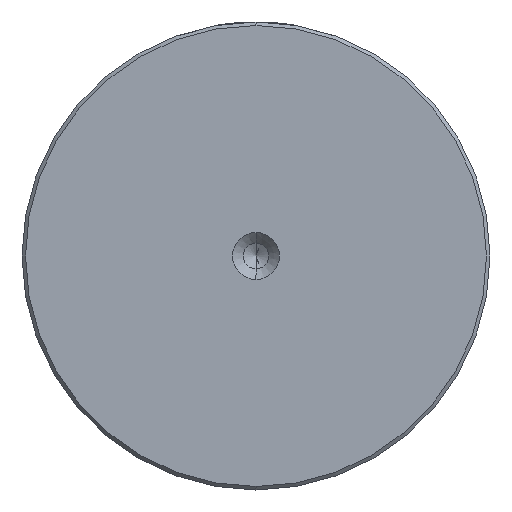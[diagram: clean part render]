
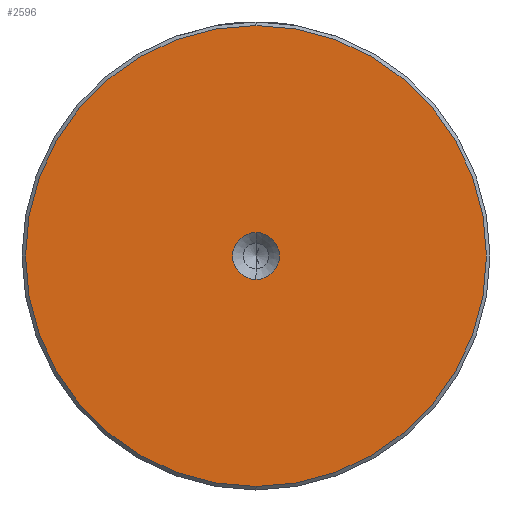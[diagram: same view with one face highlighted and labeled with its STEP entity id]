
A CAD part, left-side view. The second image highlights one B-rep face of the part: STEP entity #2596.
In plain terms, the highlighted planar face has unit normal (-1, 0, 0).
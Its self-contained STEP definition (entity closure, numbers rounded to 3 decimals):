
#104 = CIRCLE ( 'NONE', #1352, 32.5 ) ;
#230 = CARTESIAN_POINT ( 'NONE',  ( 0., 0., 0. ) ) ;
#262 = AXIS2_PLACEMENT_3D ( 'NONE', #2282, #2076, #2062 ) ;
#312 = CARTESIAN_POINT ( 'NONE',  ( 0., 0., 32.5 ) ) ;
#413 = ORIENTED_EDGE ( 'NONE', *, *, #2077, .T. ) ;
#437 = DIRECTION ( 'NONE',  ( 0., 0., 1. ) ) ;
#459 = VERTEX_POINT ( 'NONE', #1782 ) ;
#560 = ORIENTED_EDGE ( 'NONE', *, *, #2495, .T. ) ;
#647 = ORIENTED_EDGE ( 'NONE', *, *, #854, .F. ) ;
#799 = CARTESIAN_POINT ( 'NONE',  ( 0., 0., -32.5 ) ) ;
#807 = EDGE_CURVE ( 'NONE', #1000, #459, #1034, .T. ) ;
#822 = AXIS2_PLACEMENT_3D ( 'NONE', #2238, #2018, #1417 ) ;
#854 = EDGE_CURVE ( 'NONE', #459, #1000, #2635, .T. ) ;
#990 = DIRECTION ( 'NONE',  ( -1., 0., 0. ) ) ;
#1000 = VERTEX_POINT ( 'NONE', #1383 ) ;
#1034 = CIRCLE ( 'NONE', #262, 3.3 ) ;
#1180 = ORIENTED_EDGE ( 'NONE', *, *, #807, .F. ) ;
#1308 = CIRCLE ( 'NONE', #2260, 32.5 ) ;
#1352 = AXIS2_PLACEMENT_3D ( 'NONE', #2233, #990, #2433 ) ;
#1383 = CARTESIAN_POINT ( 'NONE',  ( 0., 0., 3.3 ) ) ;
#1417 = DIRECTION ( 'NONE',  ( 0., 0., 1. ) ) ;
#1421 = DIRECTION ( 'NONE',  ( 0., 0., 1. ) ) ;
#1427 = VERTEX_POINT ( 'NONE', #312 ) ;
#1650 = DIRECTION ( 'NONE',  ( -1., 0., 0. ) ) ;
#1727 = EDGE_LOOP ( 'NONE', ( #413, #560 ) ) ;
#1782 = CARTESIAN_POINT ( 'NONE',  ( 0., 0., -3.3 ) ) ;
#1832 = PLANE ( 'NONE',  #2613 ) ;
#2017 = EDGE_LOOP ( 'NONE', ( #1180, #647 ) ) ;
#2018 = DIRECTION ( 'NONE',  ( -1., 0., 0. ) ) ;
#2030 = FACE_BOUND ( 'NONE', #2017, .T. ) ;
#2062 = DIRECTION ( 'NONE',  ( 0., 0., 1. ) ) ;
#2076 = DIRECTION ( 'NONE',  ( -1., 0., 0. ) ) ;
#2077 = EDGE_CURVE ( 'NONE', #2537, #1427, #1308, .T. ) ;
#2097 = FACE_OUTER_BOUND ( 'NONE', #1727, .T. ) ;
#2233 = CARTESIAN_POINT ( 'NONE',  ( 0., 0., 0. ) ) ;
#2238 = CARTESIAN_POINT ( 'NONE',  ( 0., 0., 0. ) ) ;
#2253 = CARTESIAN_POINT ( 'NONE',  ( 0., 0., 0. ) ) ;
#2260 = AXIS2_PLACEMENT_3D ( 'NONE', #230, #1650, #437 ) ;
#2282 = CARTESIAN_POINT ( 'NONE',  ( 0., 0., 0. ) ) ;
#2433 = DIRECTION ( 'NONE',  ( 0., 0., 1. ) ) ;
#2495 = EDGE_CURVE ( 'NONE', #1427, #2537, #104, .T. ) ;
#2537 = VERTEX_POINT ( 'NONE', #799 ) ;
#2596 = ADVANCED_FACE ( 'NONE', ( #2097, #2030 ), #1832, .T. ) ;
#2613 = AXIS2_PLACEMENT_3D ( 'NONE', #2253, #2672, #1421 ) ;
#2635 = CIRCLE ( 'NONE', #822, 3.3 ) ;
#2672 = DIRECTION ( 'NONE',  ( -1., 0., 0. ) ) ;
